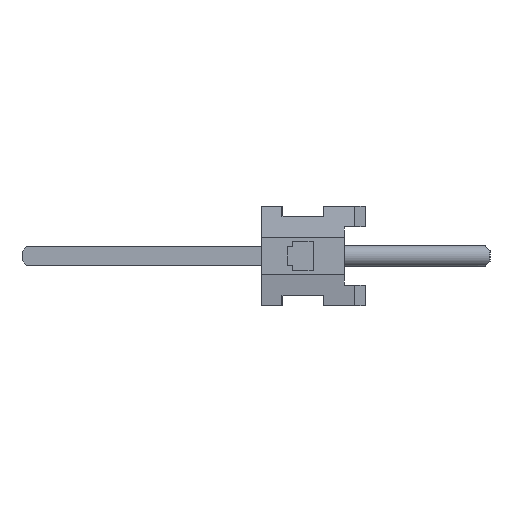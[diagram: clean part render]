
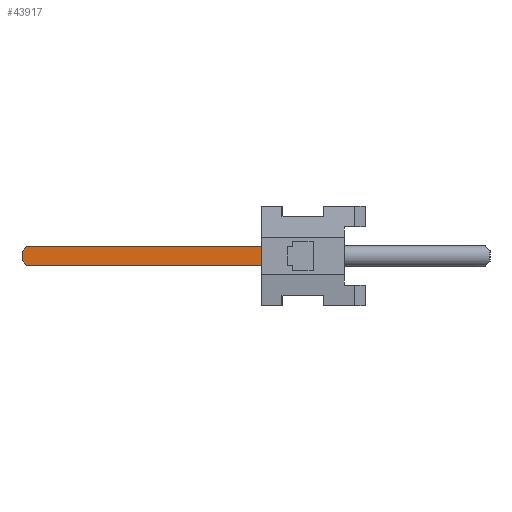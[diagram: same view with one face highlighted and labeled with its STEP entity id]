
A CAD part, left-side view. The second image highlights one B-rep face of the part: STEP entity #43917.
In plain terms, the highlighted planar face has unit normal (-1, 0, 0).
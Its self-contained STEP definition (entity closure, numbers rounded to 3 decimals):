
#40538 = VERTEX_POINT('',#40539);
#40539 = CARTESIAN_POINT('',(-23.724,1.905,-0.229));
#41763 = VERTEX_POINT('',#41764);
#41764 = CARTESIAN_POINT('',(-23.724,8.268,-0.229));
#41770 = EDGE_CURVE('',#41763,#40538,#41771,.T.);
#41771 = LINE('',#41772,#41773);
#41772 = CARTESIAN_POINT('',(-23.724,1.778,-0.229));
#41773 = VECTOR('',#41774,1.);
#41774 = DIRECTION('',(0.,-1.,0.));
#42666 = VERTEX_POINT('',#42667);
#42667 = CARTESIAN_POINT('',(-23.724,1.905,0.229));
#42673 = EDGE_CURVE('',#42666,#42674,#42676,.T.);
#42674 = VERTEX_POINT('',#42675);
#42675 = CARTESIAN_POINT('',(-23.724,8.268,0.229));
#42676 = LINE('',#42677,#42678);
#42677 = CARTESIAN_POINT('',(-23.724,8.268,0.229));
#42678 = VECTOR('',#42679,1.);
#42679 = DIRECTION('',(0.,1.,0.));
#43904 = EDGE_CURVE('',#42666,#40538,#43905,.T.);
#43905 = LINE('',#43906,#43907);
#43906 = CARTESIAN_POINT('',(-23.724,1.905,1.219));
#43907 = VECTOR('',#43908,1.);
#43908 = DIRECTION('',(0.,0.,-1.));
#43917 = ADVANCED_FACE('',(#43918),#43945,.T.);
#43918 = FACE_BOUND('',#43919,.T.);
#43919 = EDGE_LOOP('',(#43920,#43921,#43922,#43923,#43931,#43939));
#43920 = ORIENTED_EDGE('',*,*,#41770,.T.);
#43921 = ORIENTED_EDGE('',*,*,#43904,.F.);
#43922 = ORIENTED_EDGE('',*,*,#42673,.T.);
#43923 = ORIENTED_EDGE('',*,*,#43924,.T.);
#43924 = EDGE_CURVE('',#42674,#43925,#43927,.T.);
#43925 = VERTEX_POINT('',#43926);
#43926 = CARTESIAN_POINT('',(-23.724,8.382,0.114));
#43927 = LINE('',#43928,#43929);
#43928 = CARTESIAN_POINT('',(-23.724,8.382,0.114));
#43929 = VECTOR('',#43930,1.);
#43930 = DIRECTION('',(0.,0.707,-0.707));
#43931 = ORIENTED_EDGE('',*,*,#43932,.T.);
#43932 = EDGE_CURVE('',#43925,#43933,#43935,.T.);
#43933 = VERTEX_POINT('',#43934);
#43934 = CARTESIAN_POINT('',(-23.724,8.382,-0.114));
#43935 = LINE('',#43936,#43937);
#43936 = CARTESIAN_POINT('',(-23.724,8.382,-0.114));
#43937 = VECTOR('',#43938,1.);
#43938 = DIRECTION('',(0.,0.,-1.));
#43939 = ORIENTED_EDGE('',*,*,#43940,.T.);
#43940 = EDGE_CURVE('',#43933,#41763,#43941,.T.);
#43941 = LINE('',#43942,#43943);
#43942 = CARTESIAN_POINT('',(-23.724,8.268,-0.229));
#43943 = VECTOR('',#43944,1.);
#43944 = DIRECTION('',(0.,-0.707,-0.707));
#43945 = PLANE('',#43946);
#43946 = AXIS2_PLACEMENT_3D('',#43947,#43948,#43949);
#43947 = CARTESIAN_POINT('',(-23.724,1.905,1.219));
#43948 = DIRECTION('',(-1.,0.,0.));
#43949 = DIRECTION('',(0.,0.,1.));
